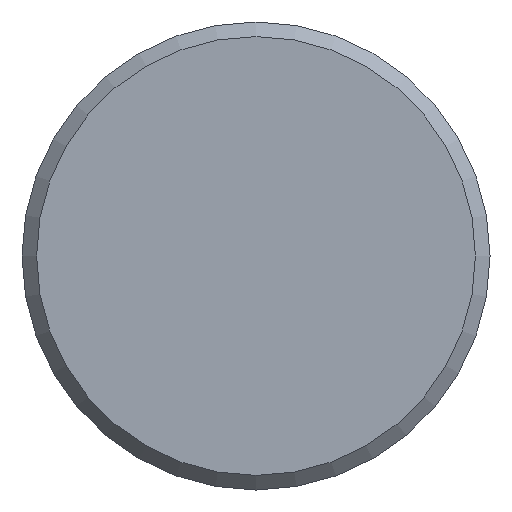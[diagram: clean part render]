
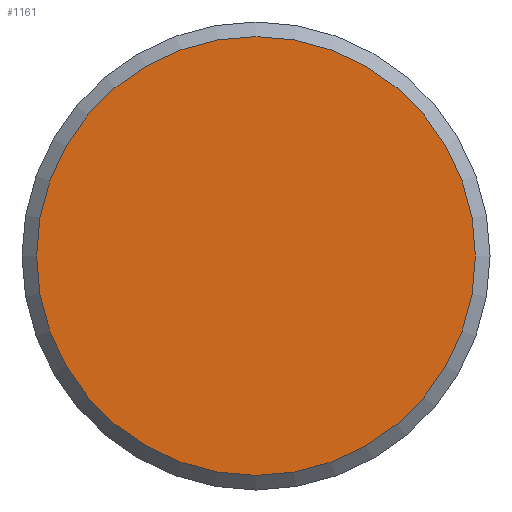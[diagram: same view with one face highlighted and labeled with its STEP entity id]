
A CAD part, front view. The second image highlights one B-rep face of the part: STEP entity #1161.
In plain terms, the highlighted planar face has unit normal (0, -1, 0).
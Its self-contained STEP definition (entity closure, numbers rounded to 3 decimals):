
#71=PLANE('',#1336);
#144=FACE_OUTER_BOUND('',#239,.T.);
#239=EDGE_LOOP('',(#945));
#431=CIRCLE('',#1330,15.);
#532=VERTEX_POINT('',#2046);
#670=EDGE_CURVE('',#532,#532,#431,.T.);
#945=ORIENTED_EDGE('',*,*,#670,.F.);
#1161=ADVANCED_FACE('',(#144),#71,.T.);
#1330=AXIS2_PLACEMENT_3D('',#2047,#1685,#1686);
#1336=AXIS2_PLACEMENT_3D('',#2059,#1699,#1700);
#1685=DIRECTION('center_axis',(0.,1.,0.));
#1686=DIRECTION('ref_axis',(-1.,0.,0.));
#1699=DIRECTION('center_axis',(0.,-1.,0.));
#1700=DIRECTION('ref_axis',(0.,0.,-1.));
#2046=CARTESIAN_POINT('',(15.,0.,0.));
#2047=CARTESIAN_POINT('Origin',(0.,0.,
0.));
#2059=CARTESIAN_POINT('Origin',(8.,0.,0.));
